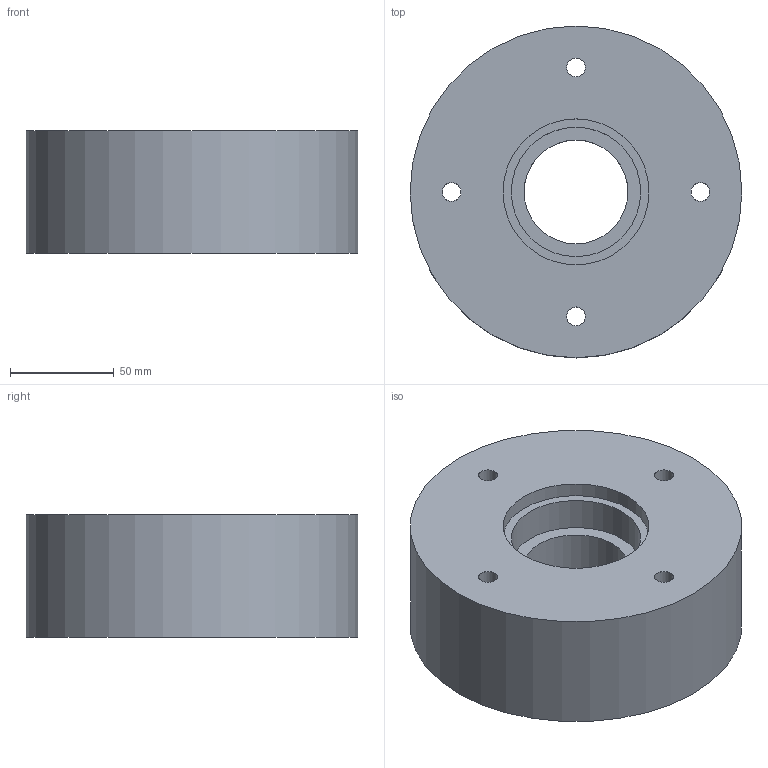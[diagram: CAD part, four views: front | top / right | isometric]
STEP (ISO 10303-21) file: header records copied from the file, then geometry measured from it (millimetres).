
FILE_DESCRIPTION(/* description */ ('STEP AP214'),/* implementation_level */ '2;1');
FILE_NAME(/* name */ '6570e86d48fc2760bbd3b035',/* time_stamp */ '2023-12-06T21:32:29Z',/* author */ (''),/* organization */ (''),/* preprocessor_version */ 'ST-DEVELOPER v19.4',/* originating_system */ ' ',/* authorisation */ ' ');
FILE_SCHEMA (('AUTOMOTIVE_DESIGN {1 0 10303 214 3 1 1}'));
Length unit declared in the file: metre
Products named in the file (1): Part 1
Bounding box: 160 x 160 x 59 mm (x, y, z)
Volume: 1024387.5 mm3; surface area: 82443.8 mm2
Topology: 1 solids, 1 shells, 16 faces, 32 edges, 20 vertices
Faces by surface type: cylinder 8, plane 4, cone 4
Full cylindrical faces by diameter (mm): 9 x4, 50 x1, 62.4 x1, 70.4 x1, 160 x1
Entity records: 414 total; most frequent: DIRECTION 74, CARTESIAN_POINT 57, ORIENTED_EDGE 40, EDGE_LOOP 40, FACE_BOUND 40, AXIS2_PLACEMENT_3D 37, EDGE_CURVE 20, VERTEX_POINT 20
